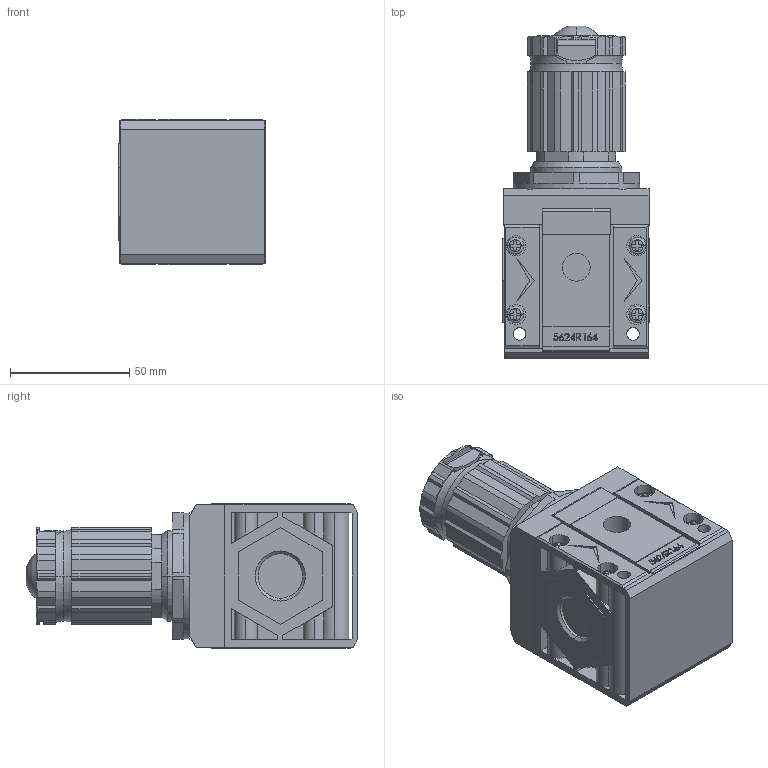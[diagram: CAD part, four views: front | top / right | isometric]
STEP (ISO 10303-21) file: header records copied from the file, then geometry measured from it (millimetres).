
FILE_DESCRIPTION(('HOOPS Exchange Step'),'2;1');
FILE_NAME('export-EEA3AD4E-92AA-4AFD-84F4-CF9BBDE86575.stp','2022-06-14T14:03:09+02:00',('Engineering'),('Alibre'),'HOOPS Exchange 2021.0','Alibre','Unknown authorisation');
FILE_SCHEMA( ('AP242_MANAGED_MODEL_BASED_3D_ENGINEERING_MIM_LF {1 0 10303 442 1 1 4 }') );
Length unit declared in the file: millimetre
Products named in the file (9): 3884-1 5624R164 Syntesi-SY2 Pressure Regulator BODY; 3884-6 5624R164 Syntesi-SY2 Pressure Regulator REGULATOR; 3884-7 5624R164 Syntesi-SY2 Pressure Regulator BNUT_M38x2; 3884-4 5624R164 Syntesi-SY2 Pressure Regulator FLANGE; 3884-3 5624R164 Syntesi-SY2 Pressure Regulator XXXXX; 3884-5 5624R164 Syntesi-SY2 Pressure Regulator PLUG Size2; 3884-8 5624R164 Syntesi-SY2 Pressure Regulator BODYHREADED_PORT_SCREW Size 2; 3884-2 5624R164 Syntesi-SY2 Pressure Regulator CODE PLATE; 3884 5624R164 Syntesi-SY2 Pressure Regulator 0-12BAR
Assembly tree (13 placements, depth 2):
  3884 5624R164 Syntesi-SY2 Pressure Regulator 0-12BAR
    3884-1 5624R164 Syntesi-SY2 Pressure Regulator BODY
    3884-6 5624R164 Syntesi-SY2 Pressure Regulator REGULATOR
    3884-7 5624R164 Syntesi-SY2 Pressure Regulator BNUT_M38x2
    3884-4 5624R164 Syntesi-SY2 Pressure Regulator FLANGE
    3884-3 5624R164 Syntesi-SY2 Pressure Regulator XXXXX  x2
    3884-5 5624R164 Syntesi-SY2 Pressure Regulator PLUG Size2
    3884-8 5624R164 Syntesi-SY2 Pressure Regulator BODYHREADED_PORT_SCREW Size 2  x4
    3884-2 5624R164 Syntesi-SY2 Pressure Regulator CODE PLATE  x2
Bounding box: 61.25 x 139 x 61 mm (x, y, z)
Volume: 306736.8 mm3; surface area: 78550.4 mm2
Topology: 13 solids, 13 shells, 1371 faces, 3642 edges, 2384 vertices
Faces by surface type: plane 753, cylinder 493, torus 67, cone 56, sphere 2
Entity records: 35301 total; most frequent: CARTESIAN_POINT 6886, DIRECTION 6011, ORIENTED_EDGE 5870, EDGE_CURVE 2935, AXIS2_PLACEMENT_3D 2113, VERTEX_POINT 1930, VECTOR 1785, LINE 1785
